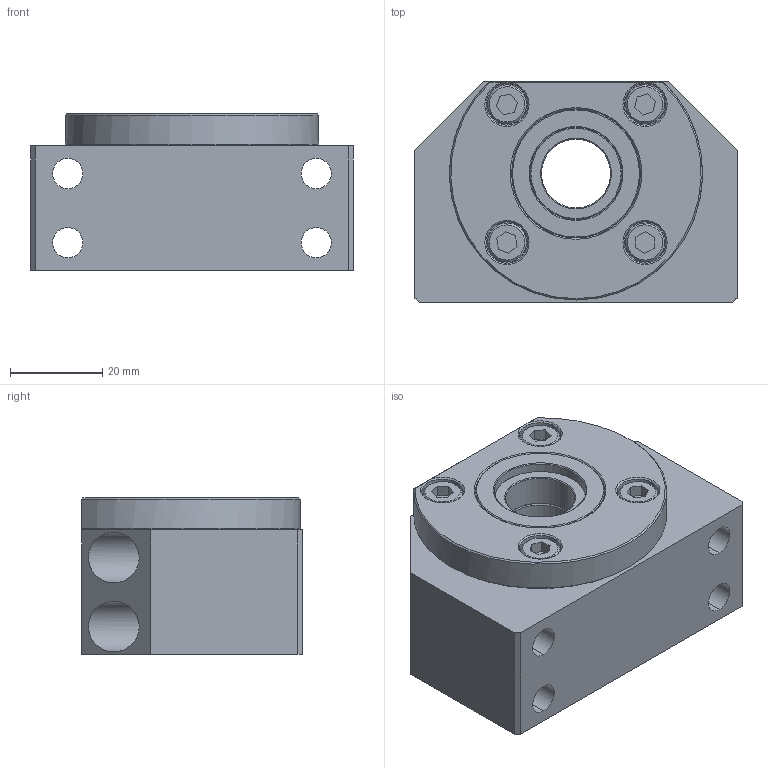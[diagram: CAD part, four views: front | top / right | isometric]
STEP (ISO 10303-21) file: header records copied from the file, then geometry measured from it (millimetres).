
FILE_DESCRIPTION (( 'STEP AP203' ), '1' );
FILE_NAME ('BK 15.STEP', '2014-10-24T06:56:20', ( 'star' ), ( '' ), 'SwSTEP 2.0', 'SolidWorks 2013', '' );
FILE_SCHEMA (( 'CONFIG_CONTROL_DESIGN' ));
Length unit declared in the file: millimetre
Products named in the file (7): BK 15 COLLAR; BK 15 OILSEAL; BK 15 BLOCK; BK 15; M5X8; BK 15 COVER; #7002A(15X32X9)
Assembly tree (12 placements, depth 2):
  BK 15
    BK 15 OILSEAL  x2
    M5X8  x4
    #7002A(15X32X9)  x2
    BK 15 BLOCK
    BK 15 COVER
    BK 15 COLLAR  x2
Bounding box: 70 x 48 x 34 mm (x, y, z)
Volume: 78618.5 mm3; surface area: 38482.2 mm2
Topology: 12 solids, 12 shells, 336 faces, 1012 edges, 616 vertices
Faces by surface type: cylinder 105, plane 81, cone 74, bspline 52, sphere 24
Entity records: 9474 total; most frequent: CARTESIAN_POINT 3676, ORIENTED_EDGE 1056, DIRECTION 1012, EDGE_CURVE 528, AXIS2_PLACEMENT_3D 423, VERTEX_POINT 342, EDGE_LOOP 252, CIRCLE 234
